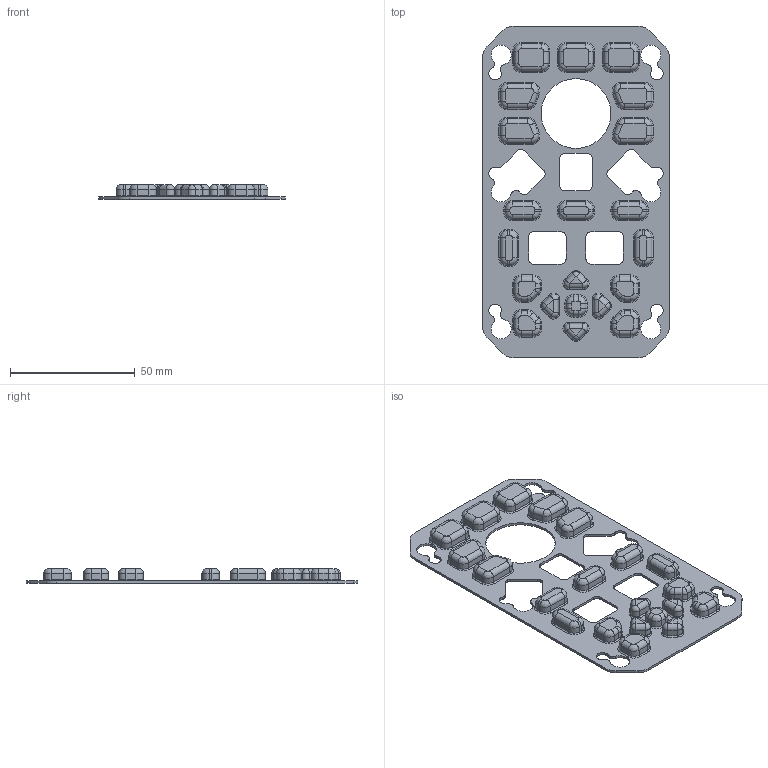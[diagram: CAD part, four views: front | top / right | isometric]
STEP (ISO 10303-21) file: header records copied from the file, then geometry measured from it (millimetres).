
FILE_DESCRIPTION(('FreeCAD Model'),'2;1');
FILE_NAME('Open CASCADE Shape Model','2021-01-15T18:46:22',('Author'),( ''),'Open CASCADE STEP processor 7.4','FreeCAD','Unknown');
FILE_SCHEMA(('AUTOMOTIVE_DESIGN { 1 0 10303 214 1 1 1 1 }'));
Length unit declared in the file: millimetre
Products named in the file (1): Pocket001
Bounding box: 75 x 133 x 6 mm (x, y, z)
Volume: 17278.9 mm3; surface area: 19662.1 mm2
Topology: 1 solids, 1 shells, 650 faces, 1482 edges, 864 vertices
Faces by surface type: cylinder 326, plane 156, torus 84, revolution 72, sphere 12
Full cylindrical faces by diameter (mm): 3 x21, 28 x1
Entity records: 19044 total; most frequent: CARTESIAN_POINT 3849, DIRECTION 3508, ORIENTED_EDGE 2940, EDGE_CURVE 1470, AXIS2_PLACEMENT_3D 1387, VERTEX_POINT 864, CIRCLE 808, FACE_BOUND 712
